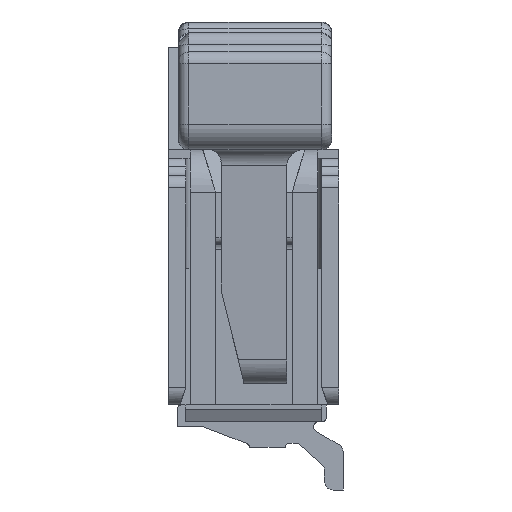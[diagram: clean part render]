
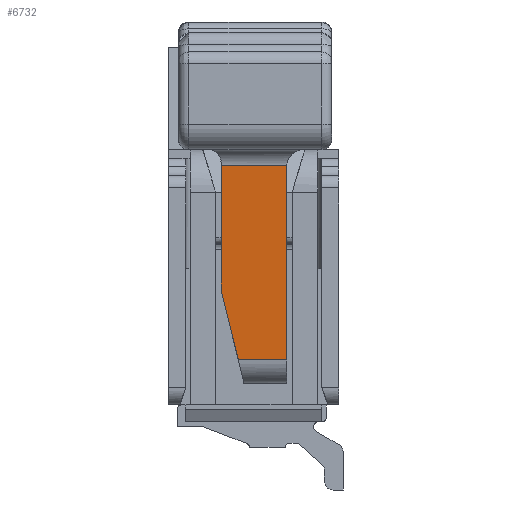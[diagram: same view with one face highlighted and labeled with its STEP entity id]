
A CAD part, left-side view. The second image highlights one B-rep face of the part: STEP entity #6732.
In plain terms, the highlighted face is planar.
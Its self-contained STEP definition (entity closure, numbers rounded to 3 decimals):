
#451 = ORIENTED_EDGE ( 'NONE', *, *, #21377, .T. ) ;
#679 = EDGE_CURVE ( 'NONE', #6057, #21549, #10206, .T. ) ;
#975 = CARTESIAN_POINT ( 'NONE',  ( 10.815, -3.15, 0.385 ) ) ;
#1056 = CARTESIAN_POINT ( 'NONE',  ( 10.755, -3.972, 0.183 ) ) ;
#1420 = VERTEX_POINT ( 'NONE', #14852 ) ;
#1856 = ORIENTED_EDGE ( 'NONE', *, *, #24415, .T. ) ;
#2667 = VECTOR ( 'NONE', #7984, 1000. ) ;
#2671 = CARTESIAN_POINT ( 'NONE',  ( 10.838, -2.829, 0. ) ) ;
#3053 = DIRECTION ( 'NONE',  ( 0., 0., -1. ) ) ;
#3301 = LINE ( 'NONE', #1056, #22953 ) ;
#4392 = VECTOR ( 'NONE', #16953, 1000. ) ;
#4507 = CARTESIAN_POINT ( 'NONE',  ( 10.755, -3.972, -0.385 ) ) ;
#5287 = VECTOR ( 'NONE', #20533, 1000. ) ;
#5621 = CARTESIAN_POINT ( 'NONE',  ( 10.755, -3.972, -0.385 ) ) ;
#6057 = VERTEX_POINT ( 'NONE', #21621 ) ;
#6544 = CARTESIAN_POINT ( 'NONE',  ( 10.922, -1.685, -0.386 ) ) ;
#6615 = CARTESIAN_POINT ( 'NONE',  ( 10.922, -1.685, 0.385 ) ) ;
#6732 = ADVANCED_FACE ( 'NONE', ( #21162 ), #19051, .T. ) ;
#7171 = EDGE_CURVE ( 'NONE', #21549, #16769, #9324, .T. ) ;
#7511 = EDGE_CURVE ( 'NONE', #1420, #6057, #10672, .T. ) ;
#7984 = DIRECTION ( 'NONE',  ( 0.073, 0.997, 0. ) ) ;
#8194 = EDGE_LOOP ( 'NONE', ( #451, #10885, #13604, #16241, #13592, #1856 ) ) ;
#9324 = LINE ( 'NONE', #6615, #18254 ) ;
#9372 = VERTEX_POINT ( 'NONE', #11339 ) ;
#10206 = LINE ( 'NONE', #12323, #5287 ) ;
#10672 = B_SPLINE_CURVE_WITH_KNOTS ( 'NONE', 3,
 ( #18701, #18312, #24645, #6544 ),
 .UNSPECIFIED., .F., .F.,
 ( 4, 4 ),
 ( 0., 1. ),
 .UNSPECIFIED. ) ;
#10803 = EDGE_CURVE ( 'NONE', #16991, #1420, #15647, .T. ) ;
#10885 = ORIENTED_EDGE ( 'NONE', *, *, #10803, .T. ) ;
#11318 = DIRECTION ( 'NONE',  ( -0.073, -0.997, 0. ) ) ;
#11339 = CARTESIAN_POINT ( 'NONE',  ( 10.755, -3.972, 0.183 ) ) ;
#11629 = DIRECTION ( 'NONE',  ( 0., 0., -1. ) ) ;
#12323 = CARTESIAN_POINT ( 'NONE',  ( 10.922, -1.685, -0.386 ) ) ;
#12998 = LINE ( 'NONE', #975, #4392 ) ;
#13592 = ORIENTED_EDGE ( 'NONE', *, *, #7171, .T. ) ;
#13604 = ORIENTED_EDGE ( 'NONE', *, *, #7511, .T. ) ;
#14852 = CARTESIAN_POINT ( 'NONE',  ( 10.92, -1.7, -0.385 ) ) ;
#14937 = DIRECTION ( 'NONE',  ( 0.997, -0.073, 0. ) ) ;
#15647 = LINE ( 'NONE', #5621, #2667 ) ;
#16241 = ORIENTED_EDGE ( 'NONE', *, *, #679, .T. ) ;
#16769 = VERTEX_POINT ( 'NONE', #20345 ) ;
#16953 = DIRECTION ( 'NONE',  ( -0.07, -0.969, -0.238 ) ) ;
#16991 = VERTEX_POINT ( 'NONE', #4507 ) ;
#18254 = VECTOR ( 'NONE', #11318, 1000. ) ;
#18312 = CARTESIAN_POINT ( 'NONE',  ( 10.921, -1.695, -0.385 ) ) ;
#18701 = CARTESIAN_POINT ( 'NONE',  ( 10.92, -1.7, -0.385 ) ) ;
#19051 = PLANE ( 'NONE',  #22905 ) ;
#19816 = CARTESIAN_POINT ( 'NONE',  ( 10.922, -1.685, 0.385 ) ) ;
#20345 = CARTESIAN_POINT ( 'NONE',  ( 10.815, -3.15, 0.385 ) ) ;
#20533 = DIRECTION ( 'NONE',  ( 0., 0., 1. ) ) ;
#21162 = FACE_OUTER_BOUND ( 'NONE', #8194, .T. ) ;
#21377 = EDGE_CURVE ( 'NONE', #9372, #16991, #3301, .T. ) ;
#21549 = VERTEX_POINT ( 'NONE', #19816 ) ;
#21621 = CARTESIAN_POINT ( 'NONE',  ( 10.922, -1.685, -0.386 ) ) ;
#22905 = AXIS2_PLACEMENT_3D ( 'NONE', #2671, #14937, #3053 ) ;
#22953 = VECTOR ( 'NONE', #11629, 1000. ) ;
#24415 = EDGE_CURVE ( 'NONE', #16769, #9372, #12998, .T. ) ;
#24645 = CARTESIAN_POINT ( 'NONE',  ( 10.921, -1.69, -0.385 ) ) ;
